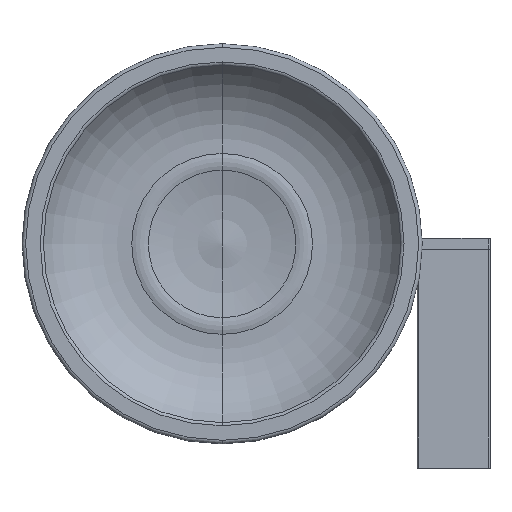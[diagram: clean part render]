
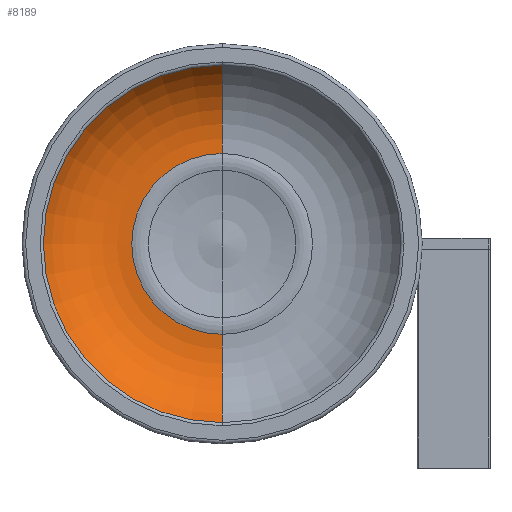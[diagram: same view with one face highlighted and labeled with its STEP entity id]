
A CAD part, top view. The second image highlights one B-rep face of the part: STEP entity #8189.
In plain terms, the highlighted toroidal (fillet/blend) face has major radius 27.623 mm and minor radius 25.023 mm.
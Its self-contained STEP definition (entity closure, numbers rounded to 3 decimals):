
#588 = CIRCLE ( 'NONE', #4558, 49.056 ) ;
#589 = CIRCLE ( 'NONE', #4557, 25.023 ) ;
#590 = CIRCLE ( 'NONE', #4559, 25.023 ) ;
#592 = CIRCLE ( 'NONE', #4560, 24.801 ) ;
#772 = VERTEX_POINT ( 'NONE', #9857 ) ;
#773 = VERTEX_POINT ( 'NONE', #9973 ) ;
#774 = VERTEX_POINT ( 'NONE', #9977 ) ;
#775 = VERTEX_POINT ( 'NONE', #9972 ) ;
#1389 = CARTESIAN_POINT ( 'NONE',  ( 0., 40.03, 27.623 ) ) ;
#1391 = DIRECTION ( 'NONE',  ( -1., 0., 0. ) ) ;
#1392 = DIRECTION ( 'NONE',  ( 0., 0., 1. ) ) ;
#1394 = CARTESIAN_POINT ( 'NONE',  ( 0., 27.115, 0. ) ) ;
#1395 = DIRECTION ( 'NONE',  ( 0., 1., 0. ) ) ;
#1396 = DIRECTION ( 'NONE',  ( 0., 0., 1. ) ) ;
#1397 = CARTESIAN_POINT ( 'NONE',  ( 0., 40.03, -27.623 ) ) ;
#1398 = DIRECTION ( 'NONE',  ( 1., 0., 0. ) ) ;
#1399 = DIRECTION ( 'NONE',  ( 0., 0., -1. ) ) ;
#1400 = CARTESIAN_POINT ( 'NONE',  ( 0., 15.166, 0. ) ) ;
#1401 = DIRECTION ( 'NONE',  ( 0., 1., 0. ) ) ;
#1402 = DIRECTION ( 'NONE',  ( 0., 0., 1. ) ) ;
#4557 = AXIS2_PLACEMENT_3D ( 'NONE', #1389, #1391, #1392 ) ;
#4558 = AXIS2_PLACEMENT_3D ( 'NONE', #1394, #1395, #1396 ) ;
#4559 = AXIS2_PLACEMENT_3D ( 'NONE', #1397, #1398, #1399 ) ;
#4560 = AXIS2_PLACEMENT_3D ( 'NONE', #1400, #1401, #1402 ) ;
#6075 = EDGE_LOOP ( 'NONE', ( #8548, #8518, #8512, #8523 ) ) ;
#6384 = DIRECTION ( 'NONE',  ( 0., 1., 0. ) ) ;
#6385 = CARTESIAN_POINT ( 'NONE',  ( 0., 40.03, 0. ) ) ;
#6389 = DIRECTION ( 'NONE',  ( 0., 0., 1. ) ) ;
#6704 = AXIS2_PLACEMENT_3D ( 'NONE', #6385, #6384, #6389 ) ;
#8189 = ADVANCED_FACE ( 'NONE', ( #9489 ), #9486, .F. ) ;
#8512 = ORIENTED_EDGE ( 'NONE', *, *, #10787, .T. ) ;
#8518 = ORIENTED_EDGE ( 'NONE', *, *, #10788, .T. ) ;
#8523 = ORIENTED_EDGE ( 'NONE', *, *, #10786, .F. ) ;
#8548 = ORIENTED_EDGE ( 'NONE', *, *, #10789, .F. ) ;
#9486 = TOROIDAL_SURFACE ( 'NONE', #6704, 27.623, 25.023 ) ;
#9489 = FACE_OUTER_BOUND ( 'NONE', #6075, .T. ) ;
#9857 = CARTESIAN_POINT ( 'NONE',  ( 0., 15.166, 24.801 ) ) ;
#9972 = CARTESIAN_POINT ( 'NONE',  ( 0., 15.166, -24.801 ) ) ;
#9973 = CARTESIAN_POINT ( 'NONE',  ( 0., 27.115, -49.056 ) ) ;
#9977 = CARTESIAN_POINT ( 'NONE',  ( 0., 27.115, 49.056 ) ) ;
#10786 = EDGE_CURVE ( 'NONE', #772, #774, #589, .T. ) ;
#10787 = EDGE_CURVE ( 'NONE', #773, #774, #588, .T. ) ;
#10788 = EDGE_CURVE ( 'NONE', #775, #773, #590, .T. ) ;
#10789 = EDGE_CURVE ( 'NONE', #775, #772, #592, .T. ) ;
